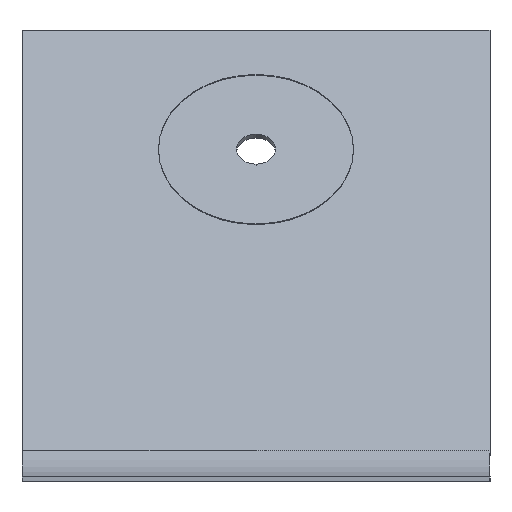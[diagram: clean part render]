
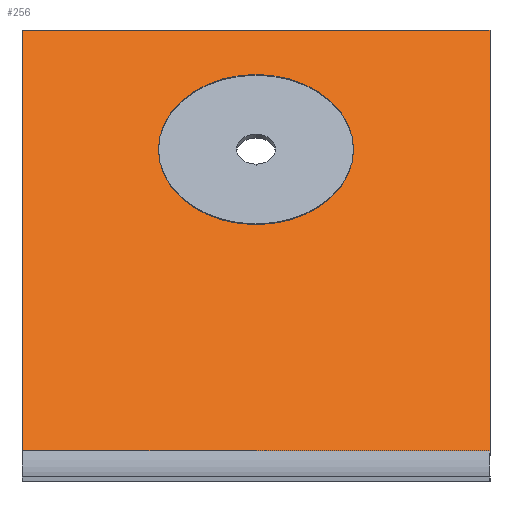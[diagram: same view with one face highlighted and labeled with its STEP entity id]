
A CAD part, left-side view. The second image highlights one B-rep face of the part: STEP entity #256.
In plain terms, the highlighted planar face has unit normal (-0.766, 0, 0.643).
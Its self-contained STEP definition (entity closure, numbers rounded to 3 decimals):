
#40=CARTESIAN_POINT('Vertex',(193.718,60.,65.885)) ;
#56=CARTESIAN_POINT('Vertex',(225.857,60.,104.187)) ;
#59=CARTESIAN_POINT('Axis2P3D Location',(209.787,60.,85.036)) ;
#81=CARTESIAN_POINT('Axis2P3D Location',(209.787,60.,85.036)) ;
#213=CARTESIAN_POINT('Axis2P3D Location',(139.081,120.,0.771)) ;
#218=CARTESIAN_POINT('Line Origine',(190.287,120.,61.797)) ;
#222=CARTESIAN_POINT('Vertex',(145.075,120.,7.916)) ;
#224=CARTESIAN_POINT('Vertex',(235.499,120.,115.678)) ;
#227=CARTESIAN_POINT('Line Origine',(145.075,60.,7.916)) ;
#231=CARTESIAN_POINT('Vertex',(145.075,0.,7.916)) ;
#234=CARTESIAN_POINT('Line Origine',(190.287,0.,61.797)) ;
#238=CARTESIAN_POINT('Vertex',(235.499,0.,115.678)) ;
#241=CARTESIAN_POINT('Line Origine',(235.499,60.,115.678)) ;
#220=VECTOR('Line Direction',#219,1.) ;
#229=VECTOR('Line Direction',#228,1.) ;
#236=VECTOR('Line Direction',#235,1.) ;
#243=VECTOR('Line Direction',#242,1.) ;
#60=DIRECTION('Axis2P3D Direction',(-0.766,0.,0.643)) ;
#82=DIRECTION('Axis2P3D Direction',(-0.766,0.,0.643)) ;
#214=DIRECTION('Axis2P3D Direction',(0.766,0.,-0.643)) ;
#215=DIRECTION('Axis2P3D XDirection',(0.643,0.,0.766)) ;
#219=DIRECTION('Vector Direction',(0.643,0.,0.766)) ;
#228=DIRECTION('Vector Direction',(0.,-1.,0.)) ;
#235=DIRECTION('Vector Direction',(0.643,0.,0.766)) ;
#242=DIRECTION('Vector Direction',(0.,-1.,0.)) ;
#61=AXIS2_PLACEMENT_3D('Circle Axis2P3D',#59,#60,$) ;
#83=AXIS2_PLACEMENT_3D('Circle Axis2P3D',#81,#82,$) ;
#216=AXIS2_PLACEMENT_3D('Plane Axis2P3D',#213,#214,#215) ;
#221=LINE('Line',#218,#220) ;
#230=LINE('Line',#227,#229) ;
#237=LINE('Line',#234,#236) ;
#244=LINE('Line',#241,#243) ;
#62=CIRCLE('generated circle',#61,25.) ;
#84=CIRCLE('generated circle',#83,25.) ;
#217=PLANE('',#216) ;
#255=FACE_BOUND('',#252,.T.) ;
#63=EDGE_CURVE('',#41,#57,#62,.F.) ;
#85=EDGE_CURVE('',#57,#41,#84,.F.) ;
#226=EDGE_CURVE('',#223,#225,#221,.T.) ;
#233=EDGE_CURVE('',#223,#232,#230,.T.) ;
#240=EDGE_CURVE('',#232,#239,#237,.T.) ;
#245=EDGE_CURVE('',#225,#239,#244,.T.) ;
#247=ORIENTED_EDGE('',*,*,#226,.F.) ;
#248=ORIENTED_EDGE('',*,*,#233,.T.) ;
#249=ORIENTED_EDGE('',*,*,#240,.T.) ;
#250=ORIENTED_EDGE('',*,*,#245,.F.) ;
#253=ORIENTED_EDGE('',*,*,#85,.T.) ;
#254=ORIENTED_EDGE('',*,*,#63,.T.) ;
#246=EDGE_LOOP('',(#247,#248,#249,#250)) ;
#252=EDGE_LOOP('',(#253,#254)) ;
#41=VERTEX_POINT('',#40) ;
#57=VERTEX_POINT('',#56) ;
#223=VERTEX_POINT('',#222) ;
#225=VERTEX_POINT('',#224) ;
#232=VERTEX_POINT('',#231) ;
#239=VERTEX_POINT('',#238) ;
#256=ADVANCED_FACE('PartBody',(#251,#255),#217,.F.) ;
#251=FACE_OUTER_BOUND('',#246,.T.) ;
